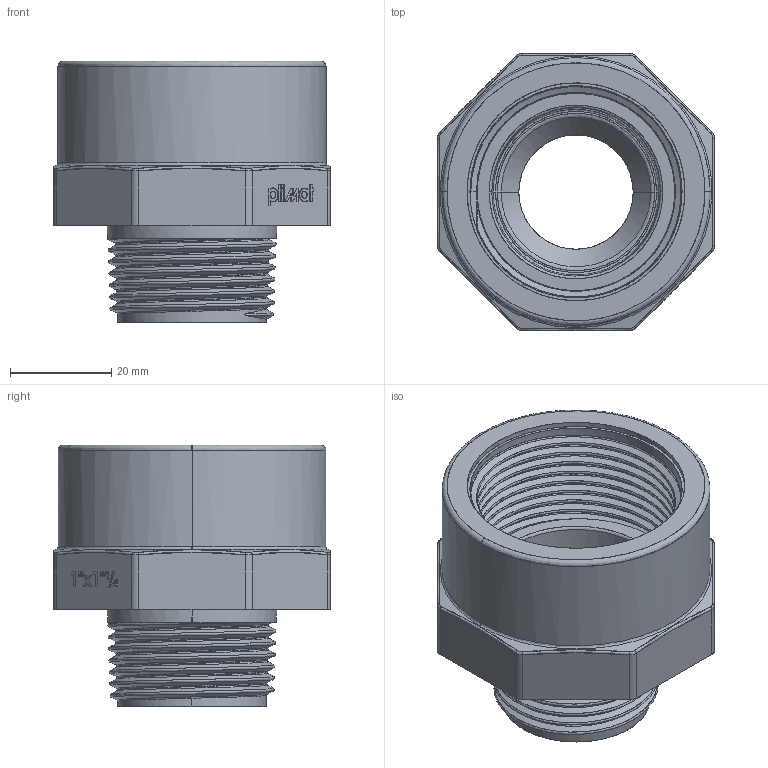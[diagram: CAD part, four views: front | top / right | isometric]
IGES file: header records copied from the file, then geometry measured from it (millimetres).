
Start section: SolidWorks IGES file using NURBS representation for surfaces
Global section: file name: 01011006030.IGS; native system: SolidWorks 2021; preprocessor: SolidWorks 2021; author: DMorais; date: 220328.144545; units: millimetre
Bounding box: 54.7 x 54.7 x 51.71 mm (x, y, z)
Surface area: 18815.8 mm2 (no closed solid volume)
Topology: 0 solids, 0 shells, 261 faces, 5937 edges, 5937 vertices
Faces by surface type: bspline 261
